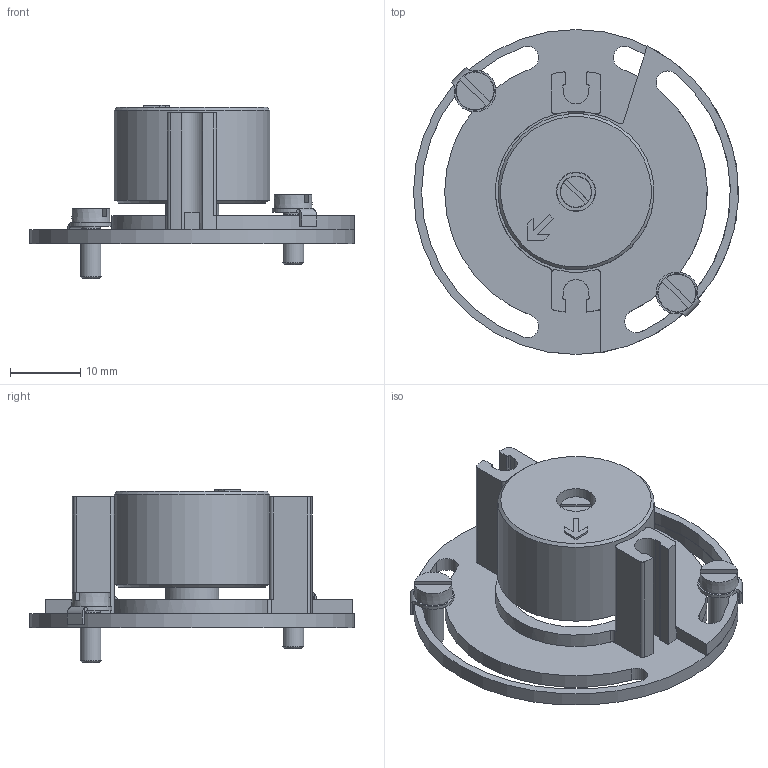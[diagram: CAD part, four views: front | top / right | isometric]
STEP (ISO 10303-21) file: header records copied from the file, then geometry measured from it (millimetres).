
FILE_DESCRIPTION(/* description */ ('STEP AP214'),/* implementation_level */ '2;1');
FILE_NAME(/* name */ '173207_WSM-10-SME-10',/* time_stamp */ '2024-09-18T11:08:38+02:00',/* author */ ('License CC BY-ND 4.0'),/* organization */ ('CADENAS'),/* preprocessor_version */ 'ST-DEVELOPER v19.3',/* originating_system */ 'PARTsolutions',/* authorisation */ ' ');
FILE_SCHEMA (('AUTOMOTIVE_DESIGN {1 0 10303 214 3 1 1}'));
Length unit declared in the file: millimetre
Products named in the file (8): 173207 WSM-10-SME-10; 678678 WSM-10-SME-10---(halter_rechts); 678681 WSM-10-SME-10---(halter_links); 380818---(scheibe); DIN-84 - M3x8; 372800 WSM-10-SME-10---(halter_magnet); Tooth lock washer DIN 6797 - J2.7; DIN-84 - M2.5x6
Assembly tree (9 placements, depth 2):
  173207 WSM-10-SME-10
    678678 WSM-10-SME-10---(halter_rechts)
    678681 WSM-10-SME-10---(halter_links)
    380818---(scheibe)  x2
    DIN-84 - M3x8  x2
    372800 WSM-10-SME-10---(halter_magnet)
    Tooth lock washer DIN 6797 - J2.7
    DIN-84 - M2.5x6
Bounding box: 46.4 x 46.4 x 24.8 mm (x, y, z)
Volume: 6411.3 mm3; surface area: 9928 mm2
Topology: 9 solids, 9 shells, 251 faces, 662 edges, 435 vertices
Faces by surface type: plane 132, cylinder 97, cone 15, torus 7
Full cylindrical faces by diameter (mm): 2.5 x1, 2.7 x1, 3 x2, 3.2 x2, 5.5 x1, 5.6 x1, 6 x1, 7.6 x1, 19 x1, 22.3 x1, 23 x2, 46.4 x1
Entity records: 7190 total; most frequent: CARTESIAN_POINT 1295, DIRECTION 1233, ORIENTED_EDGE 1142, EDGE_CURVE 571, AXIS2_PLACEMENT_3D 459, VERTEX_POINT 391, LINE 315, VECTOR 315
